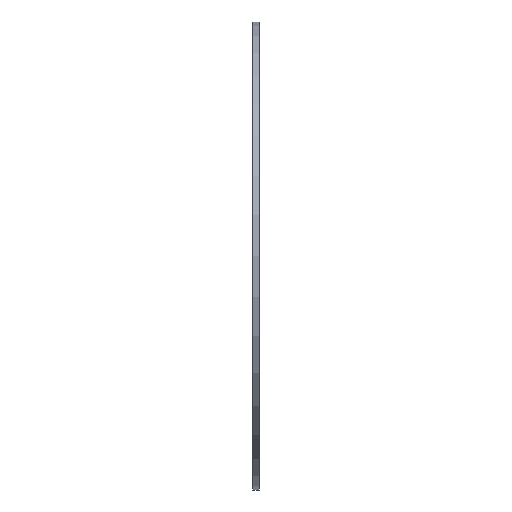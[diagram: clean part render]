
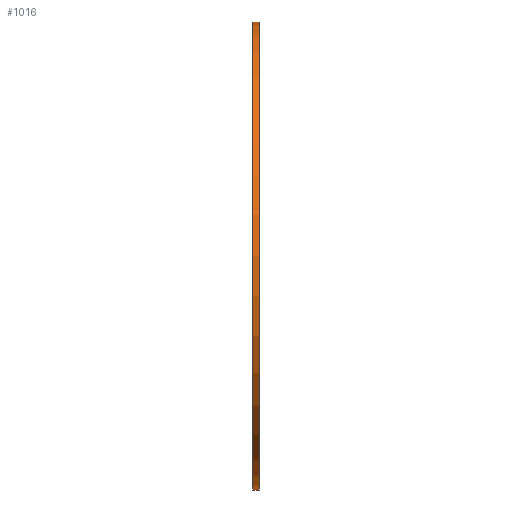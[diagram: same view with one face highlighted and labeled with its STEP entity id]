
A CAD part, left-side view. The second image highlights one B-rep face of the part: STEP entity #1016.
In plain terms, the highlighted cylindrical face has radius 55 mm (diameter 110 mm), a full revolution.
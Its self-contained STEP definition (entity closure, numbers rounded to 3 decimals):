
#211=FACE_OUTER_BOUND('',#242,.T.);
#242=EDGE_LOOP('',(#865,#866,#867,#868,#869,#870));
#333=LINE('',#1777,#378);
#378=VECTOR('',#1447,55.);
#455=CIRCLE('',#1144,55.);
#456=CIRCLE('',#1145,55.);
#457=CIRCLE('',#1146,55.);
#458=CIRCLE('',#1147,55.);
#588=VERTEX_POINT('',#1772);
#589=VERTEX_POINT('',#1773);
#590=VERTEX_POINT('',#1776);
#591=VERTEX_POINT('',#1778);
#712=EDGE_CURVE('',#588,#589,#455,.T.);
#713=EDGE_CURVE('',#589,#588,#456,.T.);
#714=EDGE_CURVE('',#589,#590,#333,.T.);
#715=EDGE_CURVE('',#590,#591,#457,.T.);
#716=EDGE_CURVE('',#591,#590,#458,.T.);
#865=ORIENTED_EDGE('',*,*,#712,.F.);
#866=ORIENTED_EDGE('',*,*,#713,.F.);
#867=ORIENTED_EDGE('',*,*,#714,.T.);
#868=ORIENTED_EDGE('',*,*,#715,.T.);
#869=ORIENTED_EDGE('',*,*,#716,.T.);
#870=ORIENTED_EDGE('',*,*,#714,.F.);
#987=CYLINDRICAL_SURFACE('',#1143,55.);
#1016=ADVANCED_FACE('',(#211),#987,.T.);
#1143=AXIS2_PLACEMENT_3D('',#1771,#1441,#1442);
#1144=AXIS2_PLACEMENT_3D('',#1774,#1443,#1444);
#1145=AXIS2_PLACEMENT_3D('',#1775,#1445,#1446);
#1146=AXIS2_PLACEMENT_3D('',#1779,#1448,#1449);
#1147=AXIS2_PLACEMENT_3D('',#1780,#1450,#1451);
#1441=DIRECTION('center_axis',(0.,1.,0.));
#1442=DIRECTION('ref_axis',(-1.,0.,0.));
#1443=DIRECTION('center_axis',(0.,1.,0.));
#1444=DIRECTION('ref_axis',(-1.,0.,0.));
#1445=DIRECTION('center_axis',(0.,1.,0.));
#1446=DIRECTION('ref_axis',(-1.,0.,0.));
#1447=DIRECTION('',(0.,-1.,0.));
#1448=DIRECTION('center_axis',(0.,1.,0.));
#1449=DIRECTION('ref_axis',(-1.,0.,0.));
#1450=DIRECTION('center_axis',(0.,1.,0.));
#1451=DIRECTION('ref_axis',(-1.,0.,0.));
#1771=CARTESIAN_POINT('Origin',(0.,0.,0.));
#1772=CARTESIAN_POINT('',(-55.,1.6,0.));
#1773=CARTESIAN_POINT('',(55.,1.6,0.));
#1774=CARTESIAN_POINT('Origin',(0.,1.6,0.));
#1775=CARTESIAN_POINT('Origin',(0.,1.6,0.));
#1776=CARTESIAN_POINT('',(55.,0.,0.));
#1777=CARTESIAN_POINT('',(55.,0.,0.));
#1778=CARTESIAN_POINT('',(-55.,0.,0.));
#1779=CARTESIAN_POINT('Origin',(0.,0.,0.));
#1780=CARTESIAN_POINT('Origin',(0.,0.,0.));
